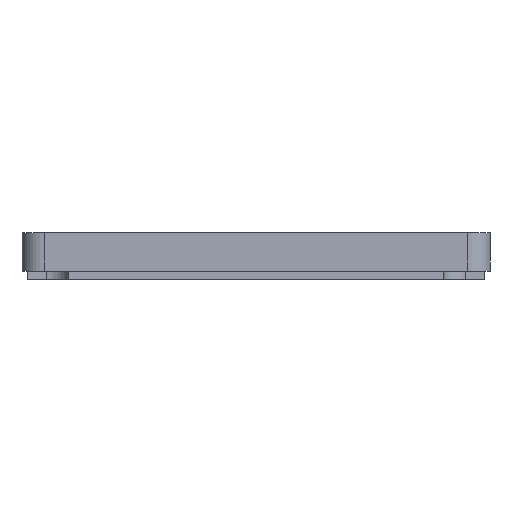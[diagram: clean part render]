
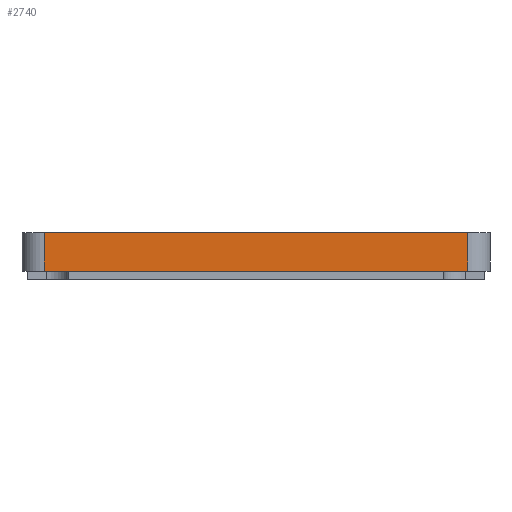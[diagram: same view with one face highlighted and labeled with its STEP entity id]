
A CAD part, left-side view. The second image highlights one B-rep face of the part: STEP entity #2740.
In plain terms, the highlighted planar face has unit normal (-1, 0, 0).
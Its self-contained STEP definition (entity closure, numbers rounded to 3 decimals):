
#62 = DIRECTION ( 'NONE',  ( 0., -1., 0. ) ) ;
#111 = EDGE_CURVE ( 'NONE', #463, #2704, #1605, .T. ) ;
#272 = VECTOR ( 'NONE', #62, 1000. ) ;
#283 = VECTOR ( 'NONE', #1319, 1000. ) ;
#463 = VERTEX_POINT ( 'NONE', #2178 ) ;
#490 = DIRECTION ( 'NONE',  ( 0., 0., -1. ) ) ;
#499 = DIRECTION ( 'NONE',  ( 1., 0., 0. ) ) ;
#751 = CARTESIAN_POINT ( 'NONE',  ( -42.5, -38.5, 7. ) ) ;
#849 = ORIENTED_EDGE ( 'NONE', *, *, #111, .T. ) ;
#937 = CARTESIAN_POINT ( 'NONE',  ( -42.5, 38.5, 0. ) ) ;
#1044 = LINE ( 'NONE', #2729, #2601 ) ;
#1126 = CARTESIAN_POINT ( 'NONE',  ( -42.5, -42.5, 7. ) ) ;
#1180 = DIRECTION ( 'NONE',  ( 0., -1., 0. ) ) ;
#1319 = DIRECTION ( 'NONE',  ( 0., 0., -1. ) ) ;
#1438 = CARTESIAN_POINT ( 'NONE',  ( -42.5, -38.5, 0. ) ) ;
#1605 = LINE ( 'NONE', #3026, #283 ) ;
#1827 = CARTESIAN_POINT ( 'NONE',  ( -42.5, -42.5, 7. ) ) ;
#1869 = EDGE_CURVE ( 'NONE', #463, #2739, #2201, .T. ) ;
#1956 = DIRECTION ( 'NONE',  ( 0., 0., 1. ) ) ;
#2009 = ORIENTED_EDGE ( 'NONE', *, *, #1869, .F. ) ;
#2116 = LINE ( 'NONE', #3042, #3490 ) ;
#2150 = ORIENTED_EDGE ( 'NONE', *, *, #3176, .T. ) ;
#2178 = CARTESIAN_POINT ( 'NONE',  ( -42.5, 38.5, 7. ) ) ;
#2201 = LINE ( 'NONE', #1126, #272 ) ;
#2481 = EDGE_LOOP ( 'NONE', ( #2743, #2009, #849, #2150 ) ) ;
#2482 = EDGE_CURVE ( 'NONE', #2597, #2739, #1044, .T. ) ;
#2597 = VERTEX_POINT ( 'NONE', #1438 ) ;
#2601 = VECTOR ( 'NONE', #1956, 1000. ) ;
#2630 = PLANE ( 'NONE',  #3368 ) ;
#2704 = VERTEX_POINT ( 'NONE', #937 ) ;
#2729 = CARTESIAN_POINT ( 'NONE',  ( -42.5, -38.5, 7. ) ) ;
#2739 = VERTEX_POINT ( 'NONE', #751 ) ;
#2740 = ADVANCED_FACE ( 'NONE', ( #3065 ), #2630, .F. ) ;
#2743 = ORIENTED_EDGE ( 'NONE', *, *, #2482, .T. ) ;
#3026 = CARTESIAN_POINT ( 'NONE',  ( -42.5, 38.5, 7. ) ) ;
#3042 = CARTESIAN_POINT ( 'NONE',  ( -42.5, -42.5, 0. ) ) ;
#3065 = FACE_OUTER_BOUND ( 'NONE', #2481, .T. ) ;
#3176 = EDGE_CURVE ( 'NONE', #2704, #2597, #2116, .T. ) ;
#3368 = AXIS2_PLACEMENT_3D ( 'NONE', #1827, #499, #490 ) ;
#3490 = VECTOR ( 'NONE', #1180, 1000. ) ;
